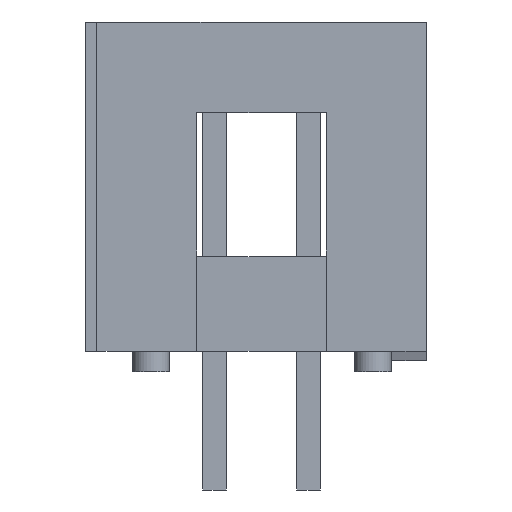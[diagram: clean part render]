
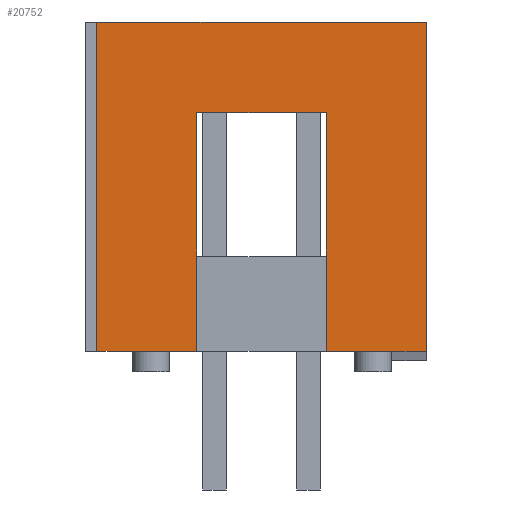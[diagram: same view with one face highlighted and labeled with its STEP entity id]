
A CAD part, left-side view. The second image highlights one B-rep face of the part: STEP entity #20752.
In plain terms, the highlighted planar face has unit normal (-1, 0, 0).
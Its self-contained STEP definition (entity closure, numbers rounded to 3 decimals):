
#19017=CARTESIAN_POINT('',(-42.01,-1.75,7.0));
#19018=VERTEX_POINT('',#19017);
#19025=CARTESIAN_POINT('',(-42.01,1.75,7.0));
#19026=VERTEX_POINT('',#19025);
#19027=CARTESIAN_POINT('',(-42.01,0.,7.0));
#19028=DIRECTION('',(0.0,-1.0,0.0));
#19029=VECTOR('',#19028,1.0);
#19030=LINE('',#19027,#19029);
#19031=EDGE_CURVE('n� 1000',#19026,#19018,#19030,.T.);
#19055=CARTESIAN_POINT('',(-42.01,-1.75,0.55));
#19056=VERTEX_POINT('',#19055);
#19063=CARTESIAN_POINT('',(-42.01,-1.75,5.0));
#19064=DIRECTION('',(-0.0,0.0,-1.0));
#19065=VECTOR('',#19064,1.0);
#19066=LINE('',#19063,#19065);
#19067=EDGE_CURVE('n� 999',#19018,#19056,#19066,.T.);
#19079=CARTESIAN_POINT('',(-42.01,1.75,0.55));
#19080=VERTEX_POINT('',#19079);
#19081=CARTESIAN_POINT('',(-42.01,1.75,5.0));
#19082=DIRECTION('',(-0.0,0.,1.0));
#19083=VECTOR('',#19082,1.0);
#19084=LINE('',#19081,#19083);
#19085=EDGE_CURVE('n� 993',#19080,#19026,#19084,.T.);
#19913=CARTESIAN_POINT('',(-42.01,4.45,9.45));
#19914=VERTEX_POINT('',#19913);
#19921=CARTESIAN_POINT('',(-42.01,-4.45,9.45));
#19922=VERTEX_POINT('',#19921);
#19923=CARTESIAN_POINT('',(-42.01,0.,9.45));
#19924=DIRECTION('',(-0.0,1.0,0.0));
#19925=VECTOR('',#19924,1.0);
#19926=LINE('',#19923,#19925);
#19927=EDGE_CURVE('n� 996',#19922,#19914,#19926,.T.);
#20679=CARTESIAN_POINT('',(-42.01,-4.45,0.55));
#20680=VERTEX_POINT('',#20679);
#20681=CARTESIAN_POINT('',(-42.01,-4.45,5.0));
#20682=DIRECTION('',(0.0,-0.0,1.0));
#20683=VECTOR('',#20682,1.0);
#20684=LINE('',#20681,#20683);
#20685=EDGE_CURVE('n� 997',#20680,#19922,#20684,.T.);
#20720=CARTESIAN_POINT('',(-42.01,4.45,0.55));
#20721=VERTEX_POINT('',#20720);
#20722=CARTESIAN_POINT('',(-42.01,0.15,0.55));
#20723=DIRECTION('',(0.0,1.0,0.0));
#20724=VECTOR('',#20723,1.0);
#20725=LINE('',#20722,#20724);
#20726=EDGE_CURVE('n� 113',#19080,#20721,#20725,.T.);
#20727=ORIENTED_EDGE('',*,*,#20726,.F.);
#20728=ORIENTED_EDGE('',*,*,#19085,.T.);
#20729=ORIENTED_EDGE('',*,*,#19031,.T.);
#20730=ORIENTED_EDGE('',*,*,#19067,.T.);
#20731=CARTESIAN_POINT('',(-42.01,0.15,0.55));
#20732=DIRECTION('',(0.0,1.0,-0.0));
#20733=VECTOR('',#20732,1.0);
#20734=LINE('',#20731,#20733);
#20735=EDGE_CURVE('n� 117',#20680,#19056,#20734,.T.);
#20736=ORIENTED_EDGE('',*,*,#20735,.F.);
#20737=ORIENTED_EDGE('',*,*,#20685,.T.);
#20738=ORIENTED_EDGE('',*,*,#19927,.T.);
#20739=CARTESIAN_POINT('',(-42.01,4.45,5.0));
#20740=DIRECTION('',(0.0,0.0,1.0));
#20741=VECTOR('',#20740,1.0);
#20742=LINE('',#20739,#20741);
#20743=EDGE_CURVE('n� 974',#20721,#19914,#20742,.T.);
#20744=ORIENTED_EDGE('',*,*,#20743,.F.);
#20745=EDGE_LOOP('',(#20727,#20728,#20729,#20730,#20736,#20737,#20738,#20744));
#20746=FACE_OUTER_BOUND('',#20745,.T.);
#20747=CARTESIAN_POINT('',(-42.01,4.45,0.55));
#20748=DIRECTION('',(-1.0,0.0,0.0));
#20749=DIRECTION('',(0.0,-1.0,0.0));
#20750=AXIS2_PLACEMENT_3D('',#20747,#20748,#20749);
#20751=PLANE('',#20750);
#20752=ADVANCED_FACE('n� 990',(#20746),#20751,.T.);
